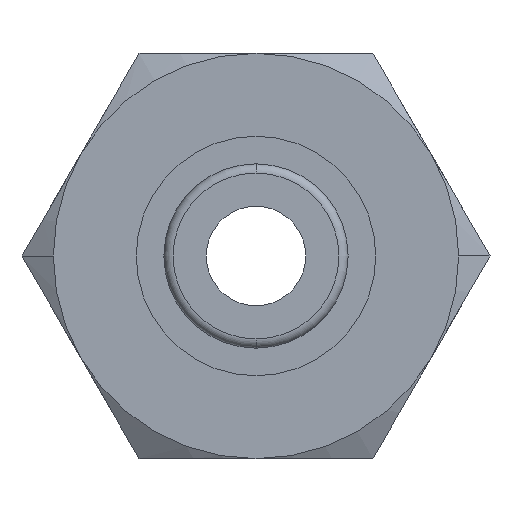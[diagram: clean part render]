
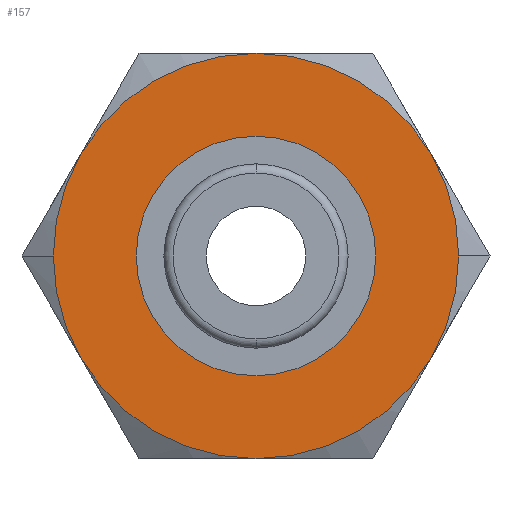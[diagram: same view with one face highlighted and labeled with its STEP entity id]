
A CAD part, front view. The second image highlights one B-rep face of the part: STEP entity #157.
In plain terms, the highlighted planar face has unit normal (0, -1, 0).
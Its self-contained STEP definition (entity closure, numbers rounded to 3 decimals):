
#157=ADVANCED_FACE('',(#314,#315),#316,.T.);
#314=FACE_OUTER_BOUND('',#467,.T.);
#315=FACE_BOUND('',#468,.T.);
#316=PLANE('',#469);
#467=EDGE_LOOP('',(#835,#836,#837,#838,#839,#840,#841,#842));
#468=EDGE_LOOP('',(#843,#844));
#469=AXIS2_PLACEMENT_3D('',#845,#846,#847);
#835=ORIENTED_EDGE('',*,*,#985,.F.);
#836=ORIENTED_EDGE('',*,*,#1002,.F.);
#837=ORIENTED_EDGE('',*,*,#966,.F.);
#838=ORIENTED_EDGE('',*,*,#954,.F.);
#839=ORIENTED_EDGE('',*,*,#963,.F.);
#840=ORIENTED_EDGE('',*,*,#883,.F.);
#841=ORIENTED_EDGE('',*,*,#1015,.F.);
#842=ORIENTED_EDGE('',*,*,#873,.F.);
#843=ORIENTED_EDGE('',*,*,#960,.F.);
#844=ORIENTED_EDGE('',*,*,#900,.F.);
#845=CARTESIAN_POINT('',(2.75,18.0,0.0));
#846=DIRECTION('',(-0.0,-1.0,-0.0));
#847=DIRECTION('',(-1.0,0.0,0.0));
#873=EDGE_CURVE('',#1020,#1023,#1024,.T.);
#883=EDGE_CURVE('',#1039,#1036,#1041,.T.);
#900=EDGE_CURVE('',#1067,#1069,#1070,.T.);
#954=EDGE_CURVE('',#1148,#1150,#1151,.T.);
#960=EDGE_CURVE('',#1069,#1067,#1158,.T.);
#963=EDGE_CURVE('',#1036,#1148,#1161,.T.);
#966=EDGE_CURVE('',#1150,#1165,#1166,.T.);
#985=EDGE_CURVE('',#1126,#1020,#1191,.T.);
#1002=EDGE_CURVE('',#1165,#1126,#1209,.T.);
#1015=EDGE_CURVE('',#1023,#1039,#1222,.T.);
#1020=VERTEX_POINT('',#1227);
#1023=VERTEX_POINT('',#1231);
#1024=CIRCLE('',#1232,5.5);
#1036=VERTEX_POINT('',#1257);
#1039=VERTEX_POINT('',#1271);
#1041=CIRCLE('',#1284,5.5);
#1067=VERTEX_POINT('',#1358);
#1069=VERTEX_POINT('',#1361);
#1070=CIRCLE('',#1362,3.25);
#1126=VERTEX_POINT('',#1458);
#1148=VERTEX_POINT('',#1550);
#1150=VERTEX_POINT('',#1553);
#1151=CIRCLE('',#1554,5.5);
#1158=CIRCLE('',#1573,3.25);
#1161=CIRCLE('',#1587,5.5);
#1165=VERTEX_POINT('',#1602);
#1166=CIRCLE('',#1603,5.5);
#1191=CIRCLE('',#1654,5.5);
#1209=CIRCLE('',#1685,5.5);
#1222=CIRCLE('',#1721,5.5);
#1227=CARTESIAN_POINT('',(5.5,18.0,0.));
#1231=CARTESIAN_POINT('',(4.763,18.0,-2.75));
#1232=AXIS2_PLACEMENT_3D('',#1726,#1727,#1728);
#1257=CARTESIAN_POINT('',(-4.763,18.0,-2.75));
#1271=CARTESIAN_POINT('',(0.0,18.0,-5.5));
#1284=AXIS2_PLACEMENT_3D('',#1737,#1738,#1739);
#1358=CARTESIAN_POINT('',(3.25,18.0,0.));
#1361=CARTESIAN_POINT('',(-3.25,18.0,0.));
#1362=AXIS2_PLACEMENT_3D('',#1754,#1755,#1756);
#1458=CARTESIAN_POINT('',(4.763,18.0,2.75));
#1550=CARTESIAN_POINT('',(-5.5,18.0,0.));
#1553=CARTESIAN_POINT('',(-4.763,18.0,2.75));
#1554=AXIS2_PLACEMENT_3D('',#1826,#1827,#1828);
#1573=AXIS2_PLACEMENT_3D('',#1833,#1834,#1835);
#1587=AXIS2_PLACEMENT_3D('',#1836,#1837,#1838);
#1602=CARTESIAN_POINT('',(0.,18.0,5.5));
#1603=AXIS2_PLACEMENT_3D('',#1839,#1840,#1841);
#1654=AXIS2_PLACEMENT_3D('',#1867,#1868,#1869);
#1685=AXIS2_PLACEMENT_3D('',#1890,#1891,#1892);
#1721=AXIS2_PLACEMENT_3D('',#1897,#1898,#1899);
#1726=CARTESIAN_POINT('',(0.0,18.0,0.0));
#1727=DIRECTION('',(-0.0,1.0,0.0));
#1728=DIRECTION('',(1.0,0.0,0.0));
#1737=CARTESIAN_POINT('',(0.0,18.0,0.0));
#1738=DIRECTION('',(-0.0,1.0,0.0));
#1739=DIRECTION('',(1.0,0.0,0.0));
#1754=CARTESIAN_POINT('',(0.0,18.0,0.0));
#1755=DIRECTION('',(0.0,-1.0,0.0));
#1756=DIRECTION('',(1.0,0.0,0.0));
#1826=CARTESIAN_POINT('',(0.0,18.0,0.0));
#1827=DIRECTION('',(-0.0,1.0,0.0));
#1828=DIRECTION('',(1.0,0.0,0.0));
#1833=CARTESIAN_POINT('',(0.0,18.0,0.0));
#1834=DIRECTION('',(0.0,-1.0,0.0));
#1835=DIRECTION('',(1.0,0.0,0.0));
#1836=CARTESIAN_POINT('',(0.0,18.0,0.0));
#1837=DIRECTION('',(-0.0,1.0,0.0));
#1838=DIRECTION('',(1.0,0.0,0.0));
#1839=CARTESIAN_POINT('',(0.0,18.0,0.0));
#1840=DIRECTION('',(-0.0,1.0,0.0));
#1841=DIRECTION('',(1.0,0.0,0.0));
#1867=CARTESIAN_POINT('',(0.0,18.0,0.0));
#1868=DIRECTION('',(-0.0,1.0,0.0));
#1869=DIRECTION('',(1.0,0.0,0.0));
#1890=CARTESIAN_POINT('',(0.0,18.0,0.0));
#1891=DIRECTION('',(-0.0,1.0,0.0));
#1892=DIRECTION('',(1.0,0.0,0.0));
#1897=CARTESIAN_POINT('',(0.0,18.0,0.0));
#1898=DIRECTION('',(-0.0,1.0,0.0));
#1899=DIRECTION('',(1.0,0.0,0.0));
